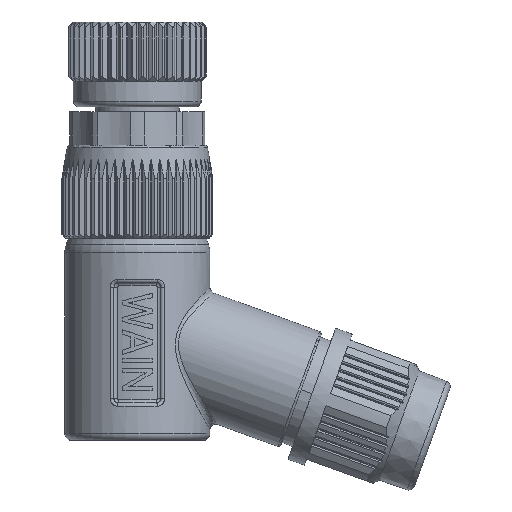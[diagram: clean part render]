
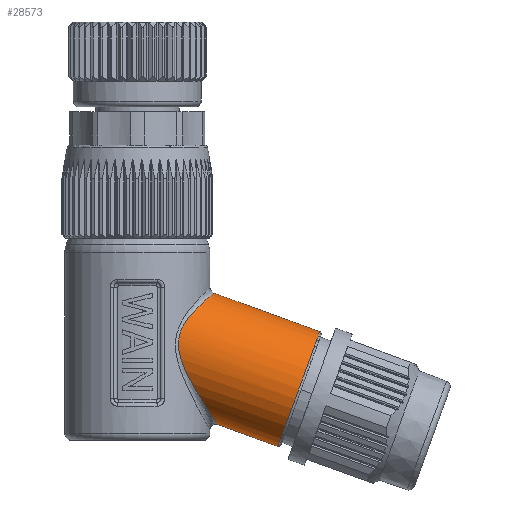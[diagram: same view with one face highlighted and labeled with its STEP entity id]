
A CAD part, front view. The second image highlights one B-rep face of the part: STEP entity #28573.
In plain terms, the highlighted cylindrical face has radius 5.25 mm (diameter 10.5 mm), a partial arc.
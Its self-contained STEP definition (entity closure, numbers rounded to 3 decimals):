
#9647=CARTESIAN_POINT('',(6.921,0.,
-27.422));
#9648=CARTESIAN_POINT('',(6.921,-0.387,
-27.422));
#9649=CARTESIAN_POINT('',(6.835,-1.162,
-27.297));
#9650=CARTESIAN_POINT('',(6.389,-2.521,
-26.637));
#9651=CARTESIAN_POINT('',(5.541,-3.783,
-25.349));
#9652=CARTESIAN_POINT('',(4.616,-4.597,
-23.807));
#9653=CARTESIAN_POINT('',(3.965,-5.029,
-22.45));
#9654=CARTESIAN_POINT('',(3.59,-5.234,
-21.364));
#9655=CARTESIAN_POINT('',(3.474,-5.278,-20.205));
#9656=CARTESIAN_POINT('',(3.794,-5.077,
-19.109));
#9657=CARTESIAN_POINT('',(4.389,-4.641,
-18.215));
#9658=CARTESIAN_POINT('',(5.044,-4.014,
-17.489));
#9659=CARTESIAN_POINT('',(5.661,-3.212,
-16.905));
#9660=CARTESIAN_POINT('',(6.336,-1.932,
-16.319));
#9661=CARTESIAN_POINT('',(6.579,-0.775,
-16.124));
#9662=CARTESIAN_POINT('',(6.579,0.,
-16.124));
#9681=DIRECTION('',(0.94,0.,-0.342));
#9682=VECTOR('',#9681,5.509);
#9683=CARTESIAN_POINT('',(6.921,0.,
-27.422));
#9684=LINE('',#9683,#9682);
#9685=DIRECTION('',(-0.94,0.,0.342));
#9686=VECTOR('',#9685,9.695);
#9687=CARTESIAN_POINT('',(15.689,0.,
-19.44));
#9688=LINE('',#9687,#9686);
#9704=CARTESIAN_POINT('',(13.893,0.,-24.373));
#9705=DIRECTION('',(-0.94,0.,0.342));
#9706=DIRECTION('',(-0.342,0.,-0.94));
#9707=AXIS2_PLACEMENT_3D('',#9704,#9705,#9706);
#17468=CARTESIAN_POINT('',(12.098,0.,-29.306));
#17469=CARTESIAN_POINT('',(15.689,0.,
-19.44));
#17470=VERTEX_POINT('',#17468);
#17471=VERTEX_POINT('',#17469);
#17472=VERTEX_POINT('',#9647);
#17473=VERTEX_POINT('',#9662);
#28559=CARTESIAN_POINT('',(21.853,0.,-27.27));
#28560=DIRECTION('',(-0.94,0.,0.342));
#28561=DIRECTION('',(-0.342,0.,-0.94));
#28562=AXIS2_PLACEMENT_3D('',#28559,#28560,#28561);
#28563=CYLINDRICAL_SURFACE('',#28562,5.25);
#28564=ORIENTED_EDGE('',*,*,#28553,.T.);
#28566=ORIENTED_EDGE('',*,*,#28565,.F.);
#28568=ORIENTED_EDGE('',*,*,#28567,.F.);
#28570=ORIENTED_EDGE('',*,*,#28569,.F.);
#28571=EDGE_LOOP('',(#28564,#28566,#28568,#28570));
#28572=FACE_OUTER_BOUND('',#28571,.F.);
#28573=ADVANCED_FACE('',(#28572),#28563,.T.);
#9663=B_SPLINE_CURVE_WITH_KNOTS('',3,(#9647,#9648,#9649,#9650,#9651,#9652,#9653,
#9654,#9655,#9656,#9657,#9658,#9659,#9660,#9661,#9662),.UNSPECIFIED.,.F.,.F.,(4,
1,1,1,1,1,1,1,1,1,1,1,1,4),(0.,0.063,0.125,0.25,0.375,0.438,0.5,
0.563,0.625,0.688,0.75,0.813,0.875,1.),.UNSPECIFIED.);
#9708=CIRCLE('',#9707,5.25);
#28553=EDGE_CURVE('',#17472,#17473,#9663,.T.);
#28565=EDGE_CURVE('',#17471,#17473,#9688,.T.);
#28567=EDGE_CURVE('',#17470,#17471,#9708,.T.);
#28569=EDGE_CURVE('',#17472,#17470,#9684,.T.);
